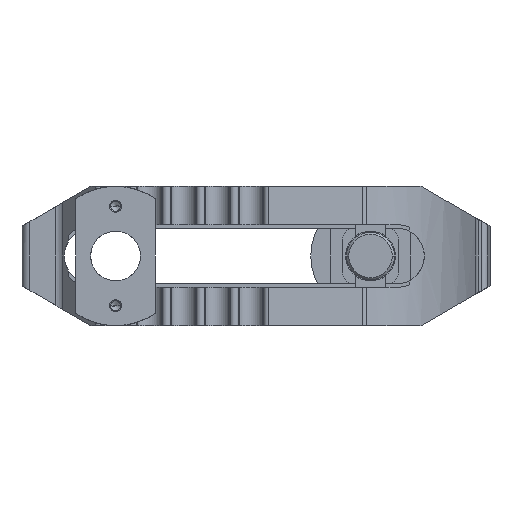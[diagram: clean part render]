
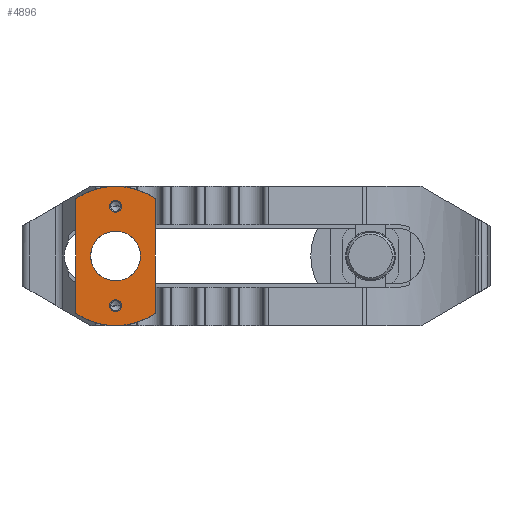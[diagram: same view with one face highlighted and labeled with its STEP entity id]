
A CAD part, front view. The second image highlights one B-rep face of the part: STEP entity #4896.
In plain terms, the highlighted planar face has unit normal (0, -1, 0).
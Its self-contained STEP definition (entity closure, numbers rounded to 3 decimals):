
#2156=EDGE_CURVE('',#5082,#4556,#5650,.T.);
#2226=EDGE_CURVE('',#3388,#3690,#5724,.T.);
#2228=VERTEX_POINT('',#5726);
#2278=VERTEX_POINT('',#5780);
#2420=EDGE_CURVE('',#4416,#4166,#5935,.T.);
#2518=EDGE_CURVE('',#2278,#3854,#6047,.T.);
#3160=EDGE_CURVE('',#4556,#5082,#6740,.T.);
#3176=EDGE_CURVE('',#3854,#2278,#6760,.T.);
#3306=VERTEX_POINT('',#6895);
#3388=VERTEX_POINT('',#6986);
#3690=VERTEX_POINT('',#7326);
#3832=EDGE_CURVE('',#3306,#2228,#7482,.T.);
#3854=VERTEX_POINT('',#7508);
#4084=EDGE_CURVE('',#3690,#3388,#7768,.T.);
#4098=EDGE_CURVE('',#4416,#2228,#7782,.T.);
#4166=VERTEX_POINT('',#7855);
#4416=VERTEX_POINT('',#8131);
#4556=VERTEX_POINT('',#8287);
#4656=EDGE_CURVE('',#4166,#3306,#8397,.T.);
#4896=ADVANCED_FACE('',(#8662,#8663,#8664,#8665),#8666,.T.);
#5082=VERTEX_POINT('',#8874);
#5650=CIRCLE('',#9711,3.0);
#5724=CIRCLE('',#9818,3.0);
#5726=CARTESIAN_POINT('',(-20.0,0.0,-28.723));
#5780=CARTESIAN_POINT('',(12.5,0.0,0.));
#5935=CIRCLE('',#10116,35.0);
#6047=CIRCLE('',#10284,12.5);
#6740=CIRCLE('',#11280,3.0);
#6760=CIRCLE('',#11303,12.5);
#6895=CARTESIAN_POINT('',(20.0,0.0,-28.723));
#6986=CARTESIAN_POINT('',(3.0,0.,-25.0));
#7326=CARTESIAN_POINT('',(-3.0,0.0,-25.0));
#7482=CIRCLE('',#12337,35.0);
#7508=CARTESIAN_POINT('',(-12.5,0.,0.));
#7768=CIRCLE('',#12838,3.0);
#7782=LINE('',#12898,#12899);
#7855=CARTESIAN_POINT('',(20.0,0.0,28.723));
#8131=CARTESIAN_POINT('',(-20.0,0.0,28.723));
#8287=CARTESIAN_POINT('',(-3.0,0.,25.0));
#8397=LINE('',#13865,#13866);
#8662=FACE_BOUND('',#14317,.T.);
#8663=FACE_BOUND('',#14318,.T.);
#8664=FACE_BOUND('',#14319,.T.);
#8665=FACE_OUTER_BOUND('',#14320,.T.);
#8666=PLANE('',#14321);
#8874=CARTESIAN_POINT('',(3.0,0.0,25.0));
#9711=AXIS2_PLACEMENT_3D('',#15228,#15229,#15230);
#9818=AXIS2_PLACEMENT_3D('',#15296,#15297,#15298);
#10116=AXIS2_PLACEMENT_3D('',#15518,#15519,#15520);
#10284=AXIS2_PLACEMENT_3D('',#15667,#15668,#15669);
#11280=AXIS2_PLACEMENT_3D('',#16423,#16424,#16425);
#11303=AXIS2_PLACEMENT_3D('',#16461,#16462,#16463);
#12337=AXIS2_PLACEMENT_3D('',#17312,#17313,#17314);
#12838=AXIS2_PLACEMENT_3D('',#17664,#17665,#17666);
#12898=CARTESIAN_POINT('',(-20.0,0.,36.0));
#12899=VECTOR('',#17670,1.0);
#13865=CARTESIAN_POINT('',(20.0,0.,36.0));
#13866=VECTOR('',#18424,1.0);
#14317=EDGE_LOOP('',(#18814,#18815));
#14318=EDGE_LOOP('',(#18816,#18817));
#14319=EDGE_LOOP('',(#18818,#18819));
#14320=EDGE_LOOP('',(#18820,#18821,#18822,#18823));
#14321=AXIS2_PLACEMENT_3D('',#18824,#18825,#18826);
#15228=CARTESIAN_POINT('',(0.0,0.0,25.0));
#15229=DIRECTION('',(0.,1.0,0.));
#15230=DIRECTION('',(1.0,0.,0.));
#15296=CARTESIAN_POINT('',(0.0,0.0,-25.0));
#15297=DIRECTION('',(0.,1.0,0.));
#15298=DIRECTION('',(-1.0,0.,0.));
#15518=CARTESIAN_POINT('',(0.0,0.0,0.0));
#15519=DIRECTION('',(0.,1.0,0.));
#15520=DIRECTION('',(-1.0,0.,0.));
#15667=CARTESIAN_POINT('',(0.0,0.0,0.0));
#15668=DIRECTION('',(0.,1.0,0.));
#15669=DIRECTION('',(-1.0,0.,0.));
#16423=CARTESIAN_POINT('',(0.0,0.0,25.0));
#16424=DIRECTION('',(0.,1.0,0.));
#16425=DIRECTION('',(1.0,0.,0.));
#16461=CARTESIAN_POINT('',(0.0,0.0,0.0));
#16462=DIRECTION('',(0.,1.0,0.));
#16463=DIRECTION('',(-1.0,0.,0.));
#17312=CARTESIAN_POINT('',(0.0,0.0,0.0));
#17313=DIRECTION('',(0.,1.0,0.));
#17314=DIRECTION('',(-1.0,0.,0.));
#17664=CARTESIAN_POINT('',(0.0,0.0,-25.0));
#17665=DIRECTION('',(0.,1.0,0.));
#17666=DIRECTION('',(-1.0,0.,0.));
#17670=DIRECTION('',(0.0,0.,-1.0));
#18424=DIRECTION('',(0.0,0.,-1.0));
#18814=ORIENTED_EDGE('',*,*,#4084,.T.);
#18815=ORIENTED_EDGE('',*,*,#2226,.T.);
#18816=ORIENTED_EDGE('',*,*,#2156,.T.);
#18817=ORIENTED_EDGE('',*,*,#3160,.T.);
#18818=ORIENTED_EDGE('',*,*,#2518,.T.);
#18819=ORIENTED_EDGE('',*,*,#3176,.T.);
#18820=ORIENTED_EDGE('',*,*,#2420,.F.);
#18821=ORIENTED_EDGE('',*,*,#4098,.T.);
#18822=ORIENTED_EDGE('',*,*,#3832,.F.);
#18823=ORIENTED_EDGE('',*,*,#4656,.F.);
#18824=CARTESIAN_POINT('',(-20.0,0.,36.0));
#18825=DIRECTION('',(0.,-1.0,0.));
#18826=DIRECTION('',(-1.0,0.,0.));
